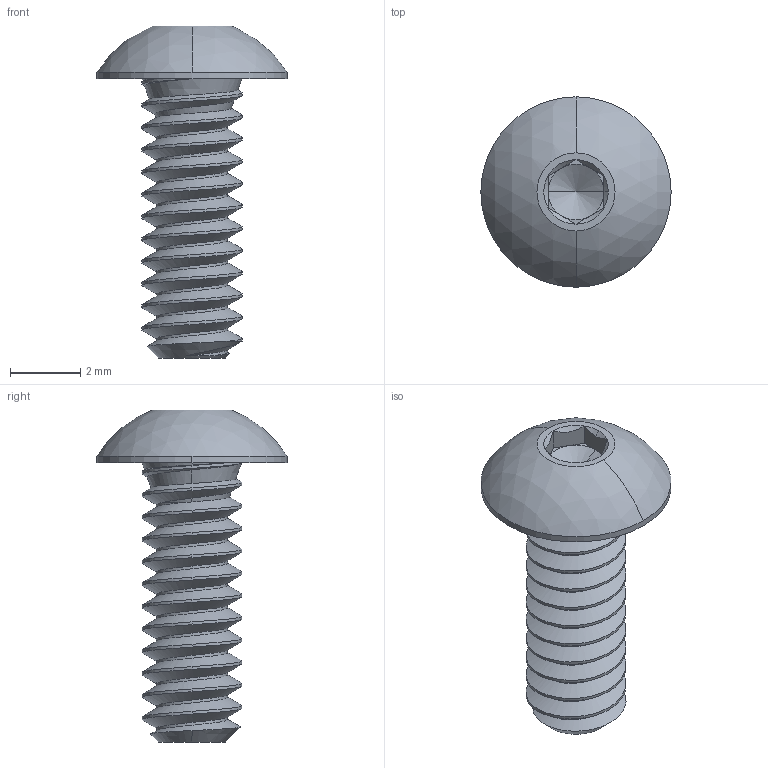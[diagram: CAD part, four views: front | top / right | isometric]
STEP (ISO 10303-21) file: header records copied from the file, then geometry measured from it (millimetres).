
FILE_DESCRIPTION (( 'STEP AP203' ), '1' );
FILE_NAME ('92949A107_18-8 Stainless Steel Button Head Hex Drive Screw.STEP', '2022-09-28T14:55:48', ( 'Administrator' ), ( 'Managed by Terraform' ), 'SwSTEP 2.0', 'SolidWorks 2017', '' );
FILE_SCHEMA (( 'CONFIG_CONTROL_DESIGN' ));
Length unit declared in the file: inch
Products named in the file (1): 92949A107_18-8 Stainless Steel Button Head Hex Drive Screw
Bounding box: 5.41 x 5.41 x 9.44 mm (x, y, z)
Volume: 59.2 mm3; surface area: 159 mm2
Topology: 1 solids, 1 shells, 64 faces, 160 edges, 98 vertices
Faces by surface type: cylinder 27, cone 17, plane 15, bspline 3, sphere 2
Entity records: 3580 total; most frequent: CARTESIAN_POINT 2177, ORIENTED_EDGE 316, DIRECTION 238, EDGE_CURVE 158, VERTEX_POINT 98, AXIS2_PLACEMENT_3D 92, EDGE_LOOP 66, ADVANCED_FACE 64
